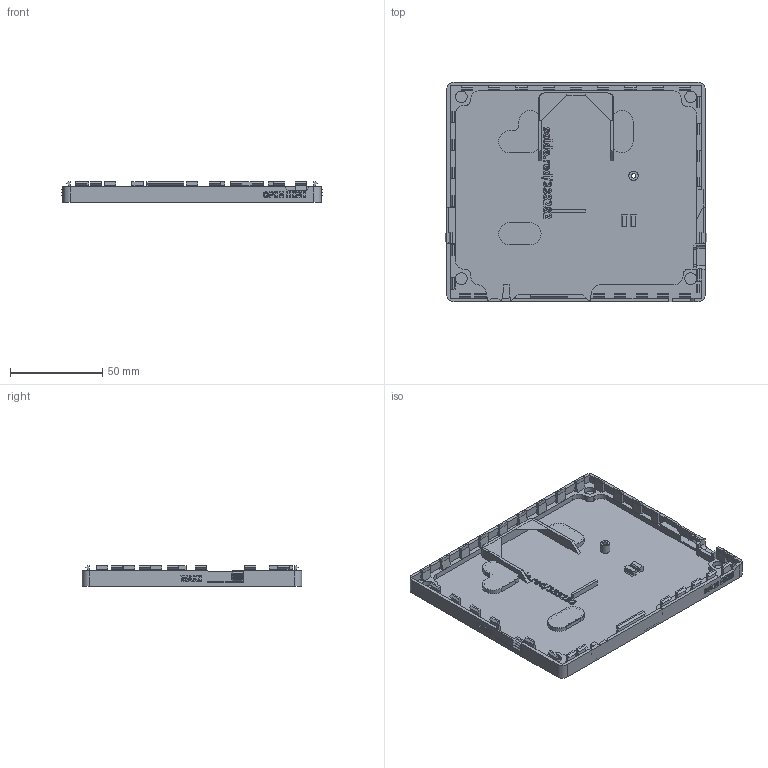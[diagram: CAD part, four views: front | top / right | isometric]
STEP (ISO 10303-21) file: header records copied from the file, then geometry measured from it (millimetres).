
FILE_DESCRIPTION(/* description */ (''),/* implementation_level */ '2;1');
FILE_NAME(/* name */ 'Inkplate 6Color v1.2.0. Bottom v1.1.4_.step',/* time_stamp */ '2023-06-06T14:09:00+02:00',/* author */ (''),/* organization */ (''),/* preprocessor_version */ 'ST-DEVELOPER v19.2',/* originating_system */ 'Autodesk Translation Framework v12.6.0.85',/* authorisation */ '');
FILE_SCHEMA (('AUTOMOTIVE_DESIGN { 1 0 10303 214 3 1 1 }'));
Length unit declared in the file: millimetre
Products named in the file (1): Inkplate 6Color v1.2.0. Bottom
Bounding box: 142 x 119.4 x 11.3 mm (x, y, z)
Volume: 32322.4 mm3; surface area: 49047.8 mm2
Topology: 1 solids, 1 shells, 1231 faces, 3426 edges, 2270 vertices
Faces by surface type: plane 765, bspline 413, cylinder 53
Full cylindrical faces by diameter (mm): 2.5 x1, 5 x1, 6.3 x4
Entity records: 42510 total; most frequent: CARTESIAN_POINT 13773, ORIENTED_EDGE 6852, DIRECTION 4349, EDGE_CURVE 3426, LINE 2489, VECTOR 2489, VERTEX_POINT 2270, EDGE_LOOP 1314
